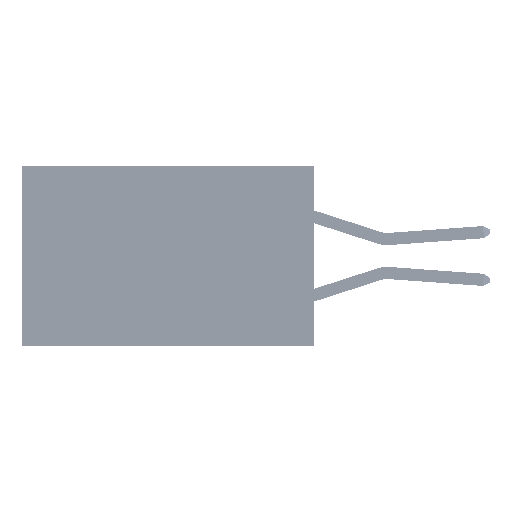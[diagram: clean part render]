
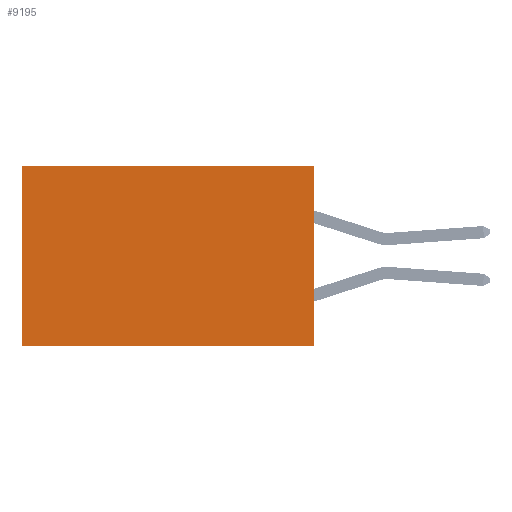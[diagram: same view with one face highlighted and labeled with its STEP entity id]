
A CAD part, left-side view. The second image highlights one B-rep face of the part: STEP entity #9195.
In plain terms, the highlighted planar face has unit normal (-1, 0, 0).
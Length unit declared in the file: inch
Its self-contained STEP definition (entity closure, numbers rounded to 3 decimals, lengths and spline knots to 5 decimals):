
#1041 = VERTEX_POINT ( 'NONE', #14653 ) ;
#2074 = VERTEX_POINT ( 'NONE', #9753 ) ;
#3220 = EDGE_CURVE ( 'NONE', #2074, #30854, #30577, .T. ) ;
#3485 = CARTESIAN_POINT ( 'NONE',  ( 0.2875, 0., -0.37 ) ) ;
#3500 = VECTOR ( 'NONE', #25793, 39.37008 ) ;
#5499 = CARTESIAN_POINT ( 'NONE',  ( 0.2875, 0.6, -0.37 ) ) ;
#8461 = ORIENTED_EDGE ( 'NONE', *, *, #34471, .F. ) ;
#9195 = ADVANCED_FACE ( 'NONE', ( #30920 ), #29251, .F. ) ;
#9753 = CARTESIAN_POINT ( 'NONE',  ( 0.2875, 0., 0. ) ) ;
#10403 = DIRECTION ( 'NONE',  ( 1., 0., 0. ) ) ;
#10990 = LINE ( 'NONE', #19385, #20207 ) ;
#11692 = CARTESIAN_POINT ( 'NONE',  ( 0.2875, 0., 0. ) ) ;
#14653 = CARTESIAN_POINT ( 'NONE',  ( 0.2875, 0.6, 0. ) ) ;
#15380 = DIRECTION ( 'NONE',  ( 0., 0., -1. ) ) ;
#15843 = VECTOR ( 'NONE', #26939, 39.37008 ) ;
#15859 = DIRECTION ( 'NONE',  ( 0., 0., -1. ) ) ;
#18745 = AXIS2_PLACEMENT_3D ( 'NONE', #43967, #10403, #47663 ) ;
#19061 = EDGE_CURVE ( 'NONE', #2074, #1041, #24446, .T. ) ;
#19385 = CARTESIAN_POINT ( 'NONE',  ( 0.2875, 0.6, 0. ) ) ;
#20207 = VECTOR ( 'NONE', #15859, 39.37008 ) ;
#20247 = ORIENTED_EDGE ( 'NONE', *, *, #3220, .F. ) ;
#22149 = EDGE_CURVE ( 'NONE', #1041, #35513, #10990, .T. ) ;
#24446 = LINE ( 'NONE', #26771, #15843 ) ;
#25793 = DIRECTION ( 'NONE',  ( 0., 1., 0. ) ) ;
#26771 = CARTESIAN_POINT ( 'NONE',  ( 0.2875, 0., 0. ) ) ;
#26939 = DIRECTION ( 'NONE',  ( 0., 1., 0. ) ) ;
#29251 = PLANE ( 'NONE',  #18745 ) ;
#30577 = LINE ( 'NONE', #11692, #42133 ) ;
#30854 = VERTEX_POINT ( 'NONE', #31624 ) ;
#30920 = FACE_OUTER_BOUND ( 'NONE', #32254, .T. ) ;
#31624 = CARTESIAN_POINT ( 'NONE',  ( 0.2875, 0., -0.37 ) ) ;
#31794 = ORIENTED_EDGE ( 'NONE', *, *, #22149, .T. ) ;
#32254 = EDGE_LOOP ( 'NONE', ( #31794, #8461, #20247, #35249 ) ) ;
#34471 = EDGE_CURVE ( 'NONE', #30854, #35513, #40991, .T. ) ;
#35249 = ORIENTED_EDGE ( 'NONE', *, *, #19061, .T. ) ;
#35513 = VERTEX_POINT ( 'NONE', #5499 ) ;
#40991 = LINE ( 'NONE', #3485, #3500 ) ;
#42133 = VECTOR ( 'NONE', #15380, 39.37008 ) ;
#43967 = CARTESIAN_POINT ( 'NONE',  ( 0.2875, 0., 0. ) ) ;
#47663 = DIRECTION ( 'NONE',  ( 0., 0., -1. ) ) ;
